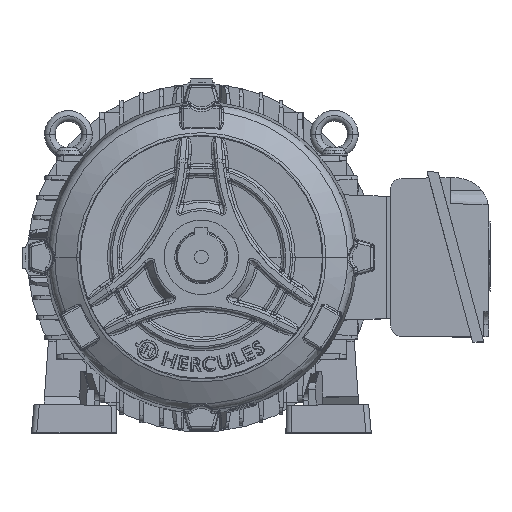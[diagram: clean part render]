
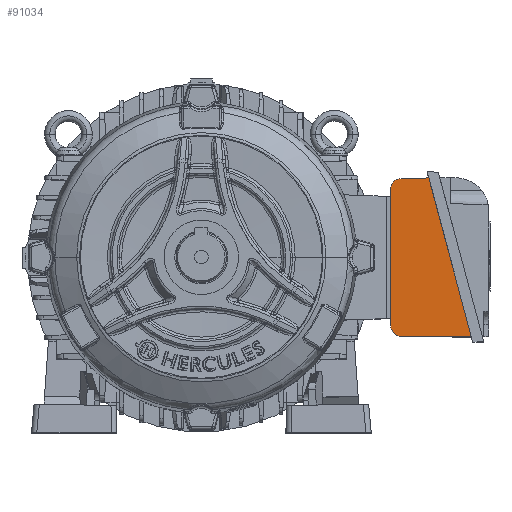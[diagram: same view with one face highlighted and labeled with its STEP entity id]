
A CAD part, top view. The second image highlights one B-rep face of the part: STEP entity #91034.
In plain terms, the highlighted planar face has unit normal (-0.017, -0.004, 1).
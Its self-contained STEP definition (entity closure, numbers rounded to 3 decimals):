
#1006 = VECTOR ( 'NONE', #94123, 1000. ) ;
#1470 = VERTEX_POINT ( 'NONE', #43747 ) ;
#11046 = VERTEX_POINT ( 'NONE', #74111 ) ;
#11377 = CARTESIAN_POINT ( 'NONE',  ( 142.5, 10.284, 16.544 ) ) ;
#15388 = ORIENTED_EDGE ( 'NONE', *, *, #99681, .F. ) ;
#17094 = PLANE ( 'NONE',  #83057 ) ;
#20932 = CARTESIAN_POINT ( 'NONE',  ( 145.739, 59.307, 16.82 ) ) ;
#21051 = VECTOR ( 'NONE', #60643, 1000. ) ;
#21998 = ORIENTED_EDGE ( 'NONE', *, *, #29849, .T. ) ;
#22601 = ORIENTED_EDGE ( 'NONE', *, *, #61878, .T. ) ;
#22765 = CARTESIAN_POINT ( 'NONE',  ( 171.114, 59.749, 17.25 ) ) ;
#22866 =( BOUNDED_CURVE ( )  B_SPLINE_CURVE ( 3, ( #28831, #20932, #69168, #68119 ),
 .UNSPECIFIED., .F., .F. ) 
 B_SPLINE_CURVE_WITH_KNOTS ( ( 4, 4 ),
 ( 1.326, 2.88 ),
 .UNSPECIFIED. ) 
 CURVE ( )  GEOMETRIC_REPRESENTATION_ITEM ( )  RATIONAL_B_SPLINE_CURVE ( ( 1., 0.809, 0.809, 1. ) ) 
 REPRESENTATION_ITEM ( '' )  );
#27782 = LINE ( 'NONE', #92500, #50505 ) ;
#28821 = LINE ( 'NONE', #45246, #21051 ) ;
#28831 = CARTESIAN_POINT ( 'NONE',  ( 150.36, 59.387, 16.898 ) ) ;
#29641 = VERTEX_POINT ( 'NONE', #83749 ) ;
#29849 = EDGE_CURVE ( 'NONE', #29641, #1470, #50556, .T. ) ;
#30862 = FACE_OUTER_BOUND ( 'NONE', #68770, .T. ) ;
#31088 = ORIENTED_EDGE ( 'NONE', *, *, #72479, .T. ) ;
#32110 = VECTOR ( 'NONE', #56042, 1000. ) ;
#32705 = VERTEX_POINT ( 'NONE', #83745 ) ;
#32954 = CARTESIAN_POINT ( 'NONE',  ( 184.369, 10.281, 17.25 ) ) ;
#34837 = CARTESIAN_POINT ( 'NONE',  ( 145.776, -59.279, 16.285 ) ) ;
#41434 = DIRECTION ( 'NONE',  ( 1., 0., 0.017 ) ) ;
#42792 = CARTESIAN_POINT ( 'NONE',  ( 142.5, -51.32, 16.266 ) ) ;
#43301 =( BOUNDED_CURVE ( )  B_SPLINE_CURVE ( 3, ( #42792, #59228, #34837, #99543 ),
 .UNSPECIFIED., .F., .T. ) 
 B_SPLINE_CURVE_WITH_KNOTS ( ( 4, 4 ),
 ( 2.88, 4.442 ),
 .UNSPECIFIED. ) 
 CURVE ( )  GEOMETRIC_REPRESENTATION_ITEM ( )  RATIONAL_B_SPLINE_CURVE ( ( 1., 0.807, 0.807, 1. ) ) 
 REPRESENTATION_ITEM ( '' )  );
#43747 = CARTESIAN_POINT ( 'NONE',  ( 142.5, -51.32, 16.266 ) ) ;
#44159 = VERTEX_POINT ( 'NONE', #44387 ) ;
#44387 = CARTESIAN_POINT ( 'NONE',  ( 150.36, 59.387, 16.898 ) ) ;
#44822 = CARTESIAN_POINT ( 'NONE',  ( 141.378, 59.23, 16.746 ) ) ;
#45246 = CARTESIAN_POINT ( 'NONE',  ( 141.395, -59.24, 16.211 ) ) ;
#46892 = LINE ( 'NONE', #44822, #1006 ) ;
#48596 = ORIENTED_EDGE ( 'NONE', *, *, #76195, .T. ) ;
#50505 = VECTOR ( 'NONE', #66519, 1000. ) ;
#50556 = LINE ( 'NONE', #11377, #32110 ) ;
#56042 = DIRECTION ( 'NONE',  ( 0., -1., -0.005 ) ) ;
#59228 = CARTESIAN_POINT ( 'NONE',  ( 142.5, -55.973, 16.245 ) ) ;
#60643 = DIRECTION ( 'NONE',  ( -1., 0.009, -0.017 ) ) ;
#61878 = EDGE_CURVE ( 'NONE', #93086, #44159, #46892, .T. ) ;
#62196 = ORIENTED_EDGE ( 'NONE', *, *, #76569, .T. ) ;
#66519 = DIRECTION ( 'NONE',  ( -0.259, 0.966, 0. ) ) ;
#68119 = CARTESIAN_POINT ( 'NONE',  ( 142.5, 51.388, 16.73 ) ) ;
#68770 = EDGE_LOOP ( 'NONE', ( #48596, #15388, #62196, #22601, #31088, #21998 ) ) ;
#69168 = CARTESIAN_POINT ( 'NONE',  ( 142.5, 56.01, 16.751 ) ) ;
#72479 = EDGE_CURVE ( 'NONE', #44159, #29641, #22866, .T. ) ;
#74111 = CARTESIAN_POINT ( 'NONE',  ( 203.142, -59.779, 17.25 ) ) ;
#76195 = EDGE_CURVE ( 'NONE', #1470, #32705, #43301, .T. ) ;
#76569 = EDGE_CURVE ( 'NONE', #11046, #93086, #27782, .T. ) ;
#83057 = AXIS2_PLACEMENT_3D ( 'NONE', #32954, #99784, #41434 ) ;
#83745 = CARTESIAN_POINT ( 'NONE',  ( 150.43, -59.319, 16.363 ) ) ;
#83749 = CARTESIAN_POINT ( 'NONE',  ( 142.5, 51.388, 16.73 ) ) ;
#91034 = ADVANCED_FACE ( 'NONE', ( #30862 ), #17094, .T. ) ;
#92500 = CARTESIAN_POINT ( 'NONE',  ( 184.369, 10.281, 17.25 ) ) ;
#93086 = VERTEX_POINT ( 'NONE', #22765 ) ;
#94123 = DIRECTION ( 'NONE',  ( -1., -0.017, -0.017 ) ) ;
#99543 = CARTESIAN_POINT ( 'NONE',  ( 150.43, -59.319, 16.363 ) ) ;
#99681 = EDGE_CURVE ( 'NONE', #11046, #32705, #28821, .T. ) ;
#99784 = DIRECTION ( 'NONE',  ( -0.017, -0.005, 1. ) ) ;
